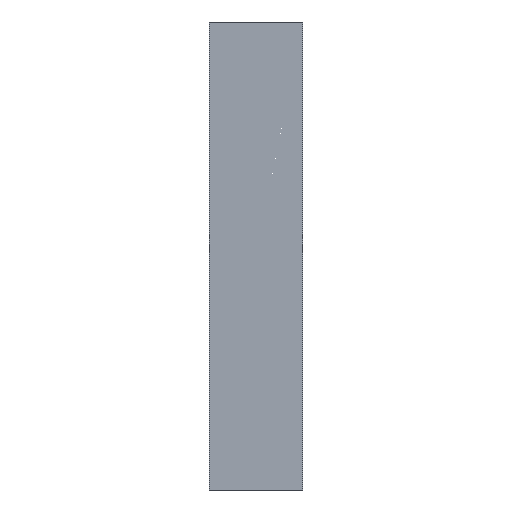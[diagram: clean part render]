
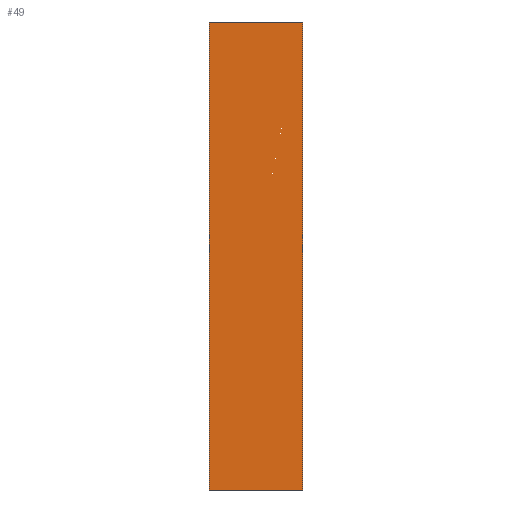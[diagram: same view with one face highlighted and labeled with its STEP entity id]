
A CAD part, front view. The second image highlights one B-rep face of the part: STEP entity #49.
In plain terms, the highlighted planar face has unit normal (0, -1, 0).
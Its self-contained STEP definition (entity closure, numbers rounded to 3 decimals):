
#7 = EDGE_CURVE ( 'NONE', #93, #60, #37, .T. ) ;
#11 = DIRECTION ( 'NONE',  ( 0., 1., 0. ) ) ;
#24 = VECTOR ( 'NONE', #42, 1000. ) ;
#25 = VECTOR ( 'NONE', #201, 1000. ) ;
#27 = EDGE_CURVE ( 'NONE', #137, #93, #120, .T. ) ;
#35 = ORIENTED_EDGE ( 'NONE', *, *, #7, .F. ) ;
#37 = LINE ( 'NONE', #57, #167 ) ;
#42 = DIRECTION ( 'NONE',  ( 0., 0., 1. ) ) ;
#49 = ADVANCED_FACE ( 'NONE', ( #181 ), #170, .F. ) ;
#57 = CARTESIAN_POINT ( 'NONE',  ( -3., 0., -15. ) ) ;
#60 = VERTEX_POINT ( 'NONE', #132 ) ;
#64 = ORIENTED_EDGE ( 'NONE', *, *, #27, .F. ) ;
#65 = CARTESIAN_POINT ( 'NONE',  ( 3., 0., 15. ) ) ;
#72 = DIRECTION ( 'NONE',  ( 0., 0., 1. ) ) ;
#79 = ORIENTED_EDGE ( 'NONE', *, *, #151, .F. ) ;
#93 = VERTEX_POINT ( 'NONE', #197 ) ;
#94 = DIRECTION ( 'NONE',  ( -1., 0., 0. ) ) ;
#98 = CARTESIAN_POINT ( 'NONE',  ( -3., 0., -15. ) ) ;
#104 = LINE ( 'NONE', #98, #24 ) ;
#117 = VERTEX_POINT ( 'NONE', #125 ) ;
#120 = LINE ( 'NONE', #161, #25 ) ;
#125 = CARTESIAN_POINT ( 'NONE',  ( -3., 0., 15. ) ) ;
#127 = CARTESIAN_POINT ( 'NONE',  ( -3., 0., 15. ) ) ;
#132 = CARTESIAN_POINT ( 'NONE',  ( -3., 0., -15. ) ) ;
#135 = AXIS2_PLACEMENT_3D ( 'NONE', #169, #11, #72 ) ;
#137 = VERTEX_POINT ( 'NONE', #65 ) ;
#145 = ORIENTED_EDGE ( 'NONE', *, *, #165, .F. ) ;
#151 = EDGE_CURVE ( 'NONE', #117, #137, #164, .T. ) ;
#161 = CARTESIAN_POINT ( 'NONE',  ( 3., 0., -15. ) ) ;
#164 = LINE ( 'NONE', #127, #193 ) ;
#165 = EDGE_CURVE ( 'NONE', #60, #117, #104, .T. ) ;
#167 = VECTOR ( 'NONE', #94, 1000. ) ;
#169 = CARTESIAN_POINT ( 'NONE',  ( 0., 0., 0. ) ) ;
#170 = PLANE ( 'NONE',  #135 ) ;
#181 = FACE_OUTER_BOUND ( 'NONE', #185, .T. ) ;
#185 = EDGE_LOOP ( 'NONE', ( #64, #79, #145, #35 ) ) ;
#189 = DIRECTION ( 'NONE',  ( 1., 0., 0. ) ) ;
#193 = VECTOR ( 'NONE', #189, 1000. ) ;
#197 = CARTESIAN_POINT ( 'NONE',  ( 3., 0., -15. ) ) ;
#201 = DIRECTION ( 'NONE',  ( 0., 0., -1. ) ) ;
